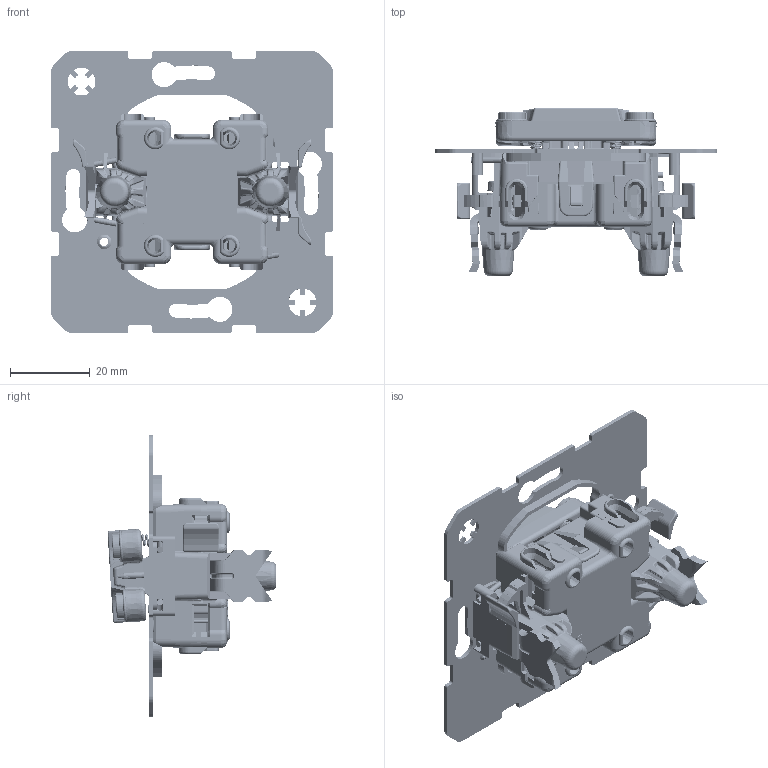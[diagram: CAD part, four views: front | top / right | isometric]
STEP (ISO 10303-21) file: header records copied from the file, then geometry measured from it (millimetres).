
FILE_DESCRIPTION((''),'2;1');
FILE_NAME('WDE56003_ASM','2025-04-10T17:09:08',('bassanm'),(''),'CREO PARAMETRIC BY PTC INC, 2023154','CREO PARAMETRIC BY PTC INC, 2023154','');
FILE_SCHEMA(('CONFIG_CONTROL_DESIGN','SHAPE_APPEARANCE_LAYERS_GROUPS'));
Products named in the file (20): 9001988000; 9202042000; 9003773000; 9003781000; 9003828000; 9003832000; 9005598052; 9005835051; 9005836472; 9005839012; 9003829010_001; 9005839112_ASM; 9005842372; 9005842472_ASM; 9005846372; 9005846472_ASM; 9023146003_CAU; 9023150001; 9023211201_003; WDE56003_ASM
Assembly tree (28 placements, depth 3):
  WDE56003_ASM
    9001988000
    9202042000  x2
    9003773000
    9003781000  x4
    9003828000  x2
    9003832000  x2
    9005598052  x2
    9005835051
    9005836472
    9005839112_ASM
      9005839012
      9003829010_001
    9005842472_ASM
      9005842372
      9003829010_001
    9005846472_ASM
      9005846372
      9003829010_001
    9023146003_CAU
    9023150001
    9023211201_003
Bounding box: 70.85 x 42.32 x 70.85 mm (x, y, z)
Volume: 23605 mm3; surface area: 36416.6 mm2
Topology: 31 solids, 31 shells, 7169 faces, 18866 edges, 11811 vertices
Faces by surface type: plane 3602, cylinder 1842, bspline 632, extrusion 438, torus 305, cone 188, sphere 162
Entity records: 298661 total; most frequent: CARTESIAN_POINT 108452, ORIENTED_EDGE 35868, DIRECTION 29811, EDGE_CURVE 17934, VECTOR 11585, VERTEX_POINT 11292, LINE 11147, AXIS2_PLACEMENT_3D 9113
